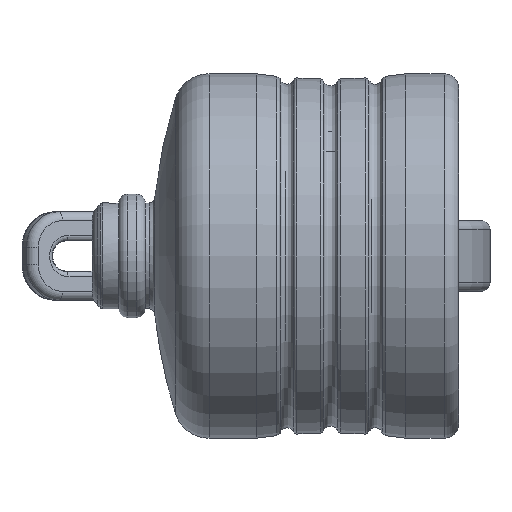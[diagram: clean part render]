
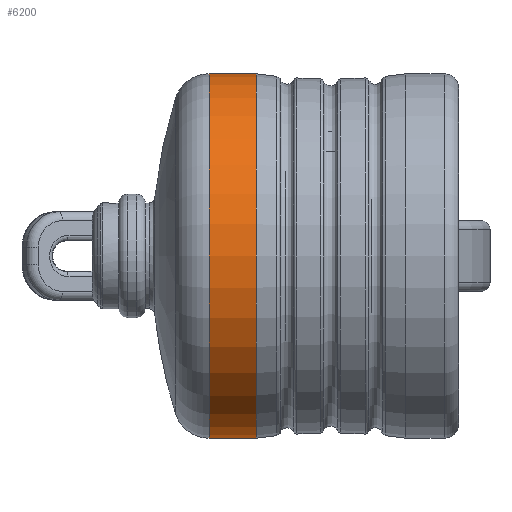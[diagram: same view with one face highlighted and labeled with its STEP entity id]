
A CAD part, front view. The second image highlights one B-rep face of the part: STEP entity #6200.
In plain terms, the highlighted cylindrical face has radius 10.3 mm (diameter 20.6 mm), a full revolution.
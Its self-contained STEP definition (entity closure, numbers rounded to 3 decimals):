
#608=CYLINDRICAL_SURFACE('',#7470,10.3);
#1287=EDGE_LOOP('',(#2947));
#1288=EDGE_LOOP('',(#2948));
#2947=ORIENTED_EDGE('',*,*,#4997,.T.);
#2948=ORIENTED_EDGE('',*,*,#4996,.F.);
#4996=EDGE_CURVE('',#6904,#6904,#5953,.T.);
#4997=EDGE_CURVE('',#6905,#6905,#5954,.T.);
#5953=CIRCLE('',#7467,10.3);
#5954=CIRCLE('',#7469,10.3);
#6200=ADVANCED_FACE('',(#6721,#6722),#608,.T.);
#6721=FACE_BOUND('',#1287,.T.);
#6722=FACE_BOUND('',#1288,.T.);
#6904=VERTEX_POINT('',#11223);
#6905=VERTEX_POINT('',#11226);
#7467=AXIS2_PLACEMENT_3D('',#11222,#8400,#8401);
#7469=AXIS2_PLACEMENT_3D('',#11225,#8404,#8405);
#7470=AXIS2_PLACEMENT_3D('',#11227,#8406,#8407);
#8400=DIRECTION('',(-1.,0.,0.));
#8401=DIRECTION('',(0.,0.,1.));
#8404=DIRECTION('',(-1.,0.,0.));
#8405=DIRECTION('',(0.,0.,1.));
#8406=DIRECTION('',(1.,0.,0.));
#8407=DIRECTION('',(0.,0.,-1.));
#11222=CARTESIAN_POINT('',(6.6,0.,0.));
#11223=CARTESIAN_POINT('',(6.6,0.,10.3));
#11225=CARTESIAN_POINT('',(9.268,0.,0.));
#11226=CARTESIAN_POINT('',(9.268,0.,10.3));
#11227=CARTESIAN_POINT('',(0.,0.,0.));
